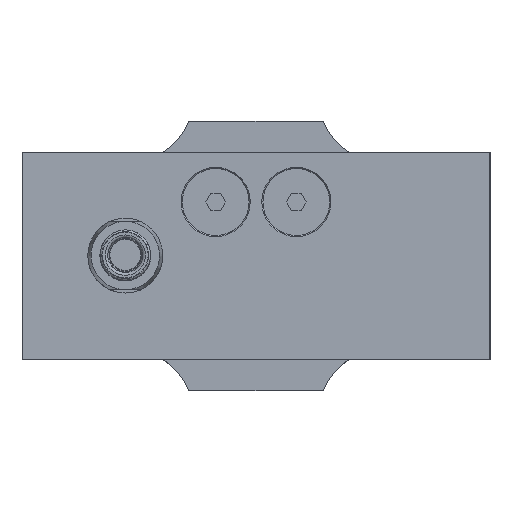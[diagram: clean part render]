
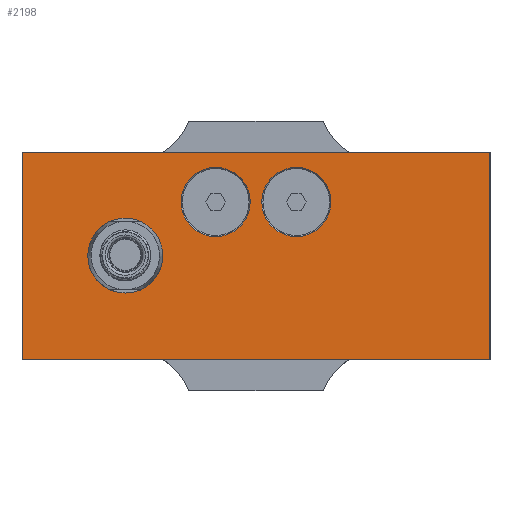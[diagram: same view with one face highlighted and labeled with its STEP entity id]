
A CAD part, top view. The second image highlights one B-rep face of the part: STEP entity #2198.
In plain terms, the highlighted planar face has unit normal (0, 0, 1).
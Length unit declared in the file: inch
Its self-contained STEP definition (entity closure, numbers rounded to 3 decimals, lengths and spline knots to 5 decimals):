
#225=CARTESIAN_POINT('',(5.29204,5.11137,0.135));
#226=VERTEX_POINT('',#225);
#227=CARTESIAN_POINT('',(5.29204,4.87737,0.135));
#228=VERTEX_POINT('',#227);
#229=CARTESIAN_POINT('',(5.36709,4.99437,0.135));
#230=DIRECTION('',(0.0,0.0,1.0));
#231=DIRECTION('',(1.0,0.0,0.0));
#232=AXIS2_PLACEMENT_3D('',#229,#230,#231);
#233=CIRCLE('',#232,0.139);
#234=EDGE_CURVE('',#226,#228,#233,.T.);
#253=CARTESIAN_POINT('',(5.44214,4.87737,0.135));
#254=VERTEX_POINT('',#253);
#261=CARTESIAN_POINT('',(5.44214,5.11137,0.135));
#262=VERTEX_POINT('',#261);
#263=CARTESIAN_POINT('',(5.36709,4.99437,0.135));
#264=DIRECTION('',(0.0,0.0,1.0));
#265=DIRECTION('',(1.0,0.0,0.0));
#266=AXIS2_PLACEMENT_3D('',#263,#264,#265);
#267=CIRCLE('',#266,0.139);
#268=EDGE_CURVE('',#254,#262,#267,.T.);
#506=CARTESIAN_POINT('',(5.57459,5.19437,0.135));
#507=VERTEX_POINT('',#506);
#508=CARTESIAN_POINT('',(5.70309,5.19437,0.135));
#509=DIRECTION('',(0.0,0.0,-1.0));
#510=DIRECTION('',(1.0,0.0,0.0));
#511=AXIS2_PLACEMENT_3D('',#508,#509,#510);
#512=CIRCLE('',#511,0.1285);
#513=EDGE_CURVE('',#507,#507,#512,.T.);
#562=CARTESIAN_POINT('',(5.87459,5.19437,0.135));
#563=VERTEX_POINT('',#562);
#564=CARTESIAN_POINT('',(6.00309,5.19437,0.135));
#565=DIRECTION('',(0.0,0.0,-1.0));
#566=DIRECTION('',(1.0,0.0,0.0));
#567=AXIS2_PLACEMENT_3D('',#564,#565,#566);
#568=CIRCLE('',#567,0.1285);
#569=EDGE_CURVE('',#563,#563,#568,.T.);
#2137=CARTESIAN_POINT('',(5.78859,5.10937,0.135));
#2138=DIRECTION('',(0.0,0.0,1.0));
#2139=DIRECTION('',(1.0,0.0,0.0));
#2140=AXIS2_PLACEMENT_3D('',#2137,#2138,#2139);
#2141=PLANE('',#2140);
#2142=CARTESIAN_POINT('',(4.98309,5.37937,0.135));
#2143=VERTEX_POINT('',#2142);
#2144=CARTESIAN_POINT('',(6.72309,5.37937,0.135));
#2145=VERTEX_POINT('',#2144);
#2146=CARTESIAN_POINT('',(4.98309,5.37937,0.135));
#2147=DIRECTION('',(1.0,0.0,0.0));
#2148=VECTOR('',#2147,1.74);
#2149=LINE('',#2146,#2148);
#2150=EDGE_CURVE('',#2143,#2145,#2149,.T.);
#2151=ORIENTED_EDGE('',*,*,#2150,.F.);
#2152=CARTESIAN_POINT('',(4.98309,4.60937,0.135));
#2153=VERTEX_POINT('',#2152);
#2154=CARTESIAN_POINT('',(4.98309,4.60937,0.135));
#2155=DIRECTION('',(0.0,1.0,0.0));
#2156=VECTOR('',#2155,0.77);
#2157=LINE('',#2154,#2156);
#2158=EDGE_CURVE('',#2153,#2143,#2157,.T.);
#2159=ORIENTED_EDGE('',*,*,#2158,.F.);
#2160=CARTESIAN_POINT('',(6.72309,4.60937,0.135));
#2161=VERTEX_POINT('',#2160);
#2162=CARTESIAN_POINT('',(6.72309,4.60937,0.135));
#2163=DIRECTION('',(-1.0,0.0,0.0));
#2164=VECTOR('',#2163,1.74);
#2165=LINE('',#2162,#2164);
#2166=EDGE_CURVE('',#2161,#2153,#2165,.T.);
#2167=ORIENTED_EDGE('',*,*,#2166,.F.);
#2168=CARTESIAN_POINT('',(6.72309,5.37937,0.135));
#2169=DIRECTION('',(0.0,-1.0,0.0));
#2170=VECTOR('',#2169,0.77);
#2171=LINE('',#2168,#2170);
#2172=EDGE_CURVE('',#2145,#2161,#2171,.T.);
#2173=ORIENTED_EDGE('',*,*,#2172,.F.);
#2174=EDGE_LOOP('',(#2151,#2159,#2167,#2173));
#2175=FACE_OUTER_BOUND('',#2174,.T.);
#2176=ORIENTED_EDGE('',*,*,#513,.T.);
#2177=EDGE_LOOP('',(#2176));
#2178=FACE_BOUND('',#2177,.T.);
#2179=ORIENTED_EDGE('',*,*,#569,.T.);
#2180=EDGE_LOOP('',(#2179));
#2181=FACE_BOUND('',#2180,.T.);
#2182=CARTESIAN_POINT('',(5.44214,4.87737,0.135));
#2183=DIRECTION('',(-1.0,0.0,0.0));
#2184=VECTOR('',#2183,0.15009);
#2185=LINE('',#2182,#2184);
#2186=EDGE_CURVE('',#254,#228,#2185,.T.);
#2187=ORIENTED_EDGE('',*,*,#2186,.T.);
#2188=ORIENTED_EDGE('',*,*,#234,.F.);
#2189=CARTESIAN_POINT('',(5.29204,5.11137,0.135));
#2190=DIRECTION('',(1.0,0.0,0.0));
#2191=VECTOR('',#2190,0.15009);
#2192=LINE('',#2189,#2191);
#2193=EDGE_CURVE('',#226,#262,#2192,.T.);
#2194=ORIENTED_EDGE('',*,*,#2193,.T.);
#2195=ORIENTED_EDGE('',*,*,#268,.F.);
#2196=EDGE_LOOP('',(#2187,#2188,#2194,#2195));
#2197=FACE_BOUND('',#2196,.T.);
#2198=ADVANCED_FACE('',(#2175,#2178,#2181,#2197),#2141,.T.);
